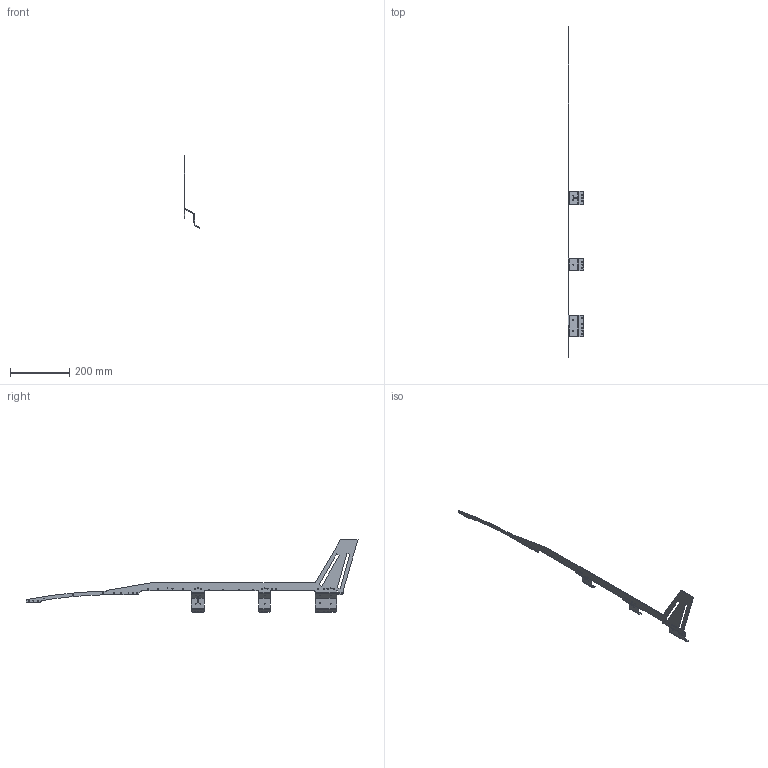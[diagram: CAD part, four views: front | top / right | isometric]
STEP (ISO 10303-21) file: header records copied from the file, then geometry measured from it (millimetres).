
FILE_DESCRIPTION(/* description */ (''),/* implementation_level */ '2;1');
FILE_NAME(/* name */ 'aileron v106.step',/* time_stamp */ '2023-05-11T22:41:06+02:00',/* author */ (''),/* organization */ (''),/* preprocessor_version */ 'ST-DEVELOPER v19.2',/* originating_system */ 'Autodesk Translation Framework v12.4.0.73',/* authorisation */ '');
FILE_SCHEMA (('AUTOMOTIVE_DESIGN { 1 0 10303 214 3 1 1 }'));
Length unit declared in the file: millimetre
Products named in the file (1): aileron
Bounding box: 52.72 x 1120 x 243.8 mm (x, y, z)
Volume: 98258.2 mm3; surface area: 106803 mm2
Topology: 1 solids, 1 shells, 207 faces, 543 edges, 336 vertices
Faces by surface type: plane 103, cylinder 98, bspline 6
Full cylindrical faces by diameter (mm): 3 x26, 3.5 x10, 4 x10, 4.5 x6
Entity records: 6646 total; most frequent: CARTESIAN_POINT 1157, DIRECTION 1149, ORIENTED_EDGE 1086, EDGE_CURVE 543, AXIS2_PLACEMENT_3D 404, LINE 341, VECTOR 341, VERTEX_POINT 336
